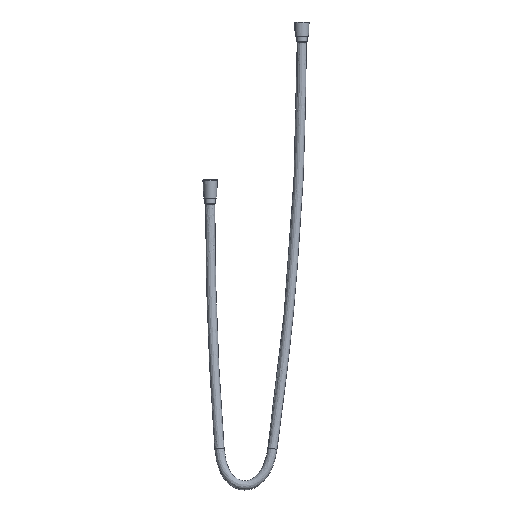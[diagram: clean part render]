
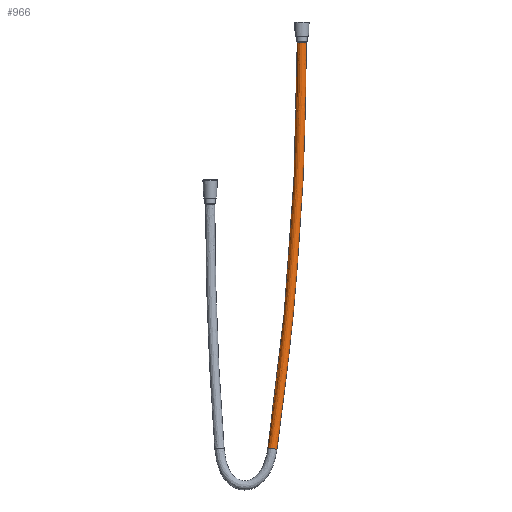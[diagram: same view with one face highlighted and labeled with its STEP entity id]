
A CAD part, front view. The second image highlights one B-rep face of the part: STEP entity #966.
In plain terms, the highlighted free-form (B-spline) face has degree [2, 2] with [5, 3] control points.
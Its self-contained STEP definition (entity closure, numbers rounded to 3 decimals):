
#341=CARTESIAN_POINT(' ',(154.694,0.307,239.6));
#342=VERTEX_POINT(' ',#341);
#381=CARTESIAN_POINT(' ',(139.906,-0.307,239.6));
#382=VERTEX_POINT(' ',#381);
#556=CARTESIAN_POINT(' ',(147.3,0.,239.6));
#561=DIRECTION(' ',(0.,0.,-1.));
#566=DIRECTION(' ',(0.999,0.041,0.));
#571=AXIS2_PLACEMENT_3D(' ',#556,#561,#566);
#576=CIRCLE('',#571,7.4);
#581=EDGE_CURVE(' ',#342,#382,#576,.T.);
#696=CARTESIAN_POINT(' ',(-3485.719,-1808.355,239.6));
#701=DIRECTION(' ',(0.445,-0.896,0.));
#706=DIRECTION(' ',(0.884,0.439,-0.161));
#711=AXIS2_PLACEMENT_3D(' ',#696,#701,#706);
#716=CIRCLE('',#711,4064.955);
#721=CARTESIAN_POINT(' ',(107.315,-23.232,-414.087));
#722=VERTEX_POINT(' ',#721);
#726=EDGE_CURVE(' ',#722,#342,#716,.T.);
#761=CARTESIAN_POINT(' ',(92.685,-23.768,-411.913));
#762=VERTEX_POINT(' ',#761);
#776=CARTESIAN_POINT(' ',(-3488.402,-1802.955,239.6));
#781=DIRECTION(' ',(0.445,-0.896,0.));
#786=DIRECTION(' ',(0.884,0.439,-0.161));
#791=AXIS2_PLACEMENT_3D(' ',#776,#781,#786);
#796=CIRCLE('',#791,4051.44);
#801=EDGE_CURVE(' ',#762,#382,#796,.T.);
#826=CARTESIAN_POINT(' ',(92.685,-23.768,-411.913));
#831=CARTESIAN_POINT(' ',(139.906,-0.307,-88.29));
#836=CARTESIAN_POINT(' ',(139.906,-0.307,239.6));
#841=CARTESIAN_POINT(' ',(93.027,-31.144,-411.428));
#846=CARTESIAN_POINT(' ',(140.213,-7.7,-88.046));
#851=CARTESIAN_POINT(' ',(140.213,-7.7,239.6));
#856=CARTESIAN_POINT(' ',(100.342,-30.876,-412.515));
#861=CARTESIAN_POINT(' ',(147.607,-7.394,-88.593));
#866=CARTESIAN_POINT(' ',(147.607,-7.394,239.6));
#871=CARTESIAN_POINT(' ',(107.657,-30.609,-413.602));
#876=CARTESIAN_POINT(' ',(155.,-7.087,-89.14));
#881=CARTESIAN_POINT(' ',(155.,-7.087,239.6));
#886=CARTESIAN_POINT(' ',(107.315,-23.232,-414.087));
#891=CARTESIAN_POINT(' ',(154.694,0.307,-89.384));
#896=CARTESIAN_POINT(' ',(154.694,0.307,239.6));
#901=(BOUNDED_SURFACE()B_SPLINE_SURFACE(2,2,((#826,#831,#836),(#841,#846,#851),(#856,#861,#866),(#871,#876,#881),(#886,#891,#896)),.UNSPECIFIED.,.F.,.F.,.U.)B_SPLINE_SURFACE_WITH_KNOTS((3,2,3),(3,3),(0.,0.5,1.),(0.,1.),.UNSPECIFIED.)GEOMETRIC_REPRESENTATION_ITEM()RATIONAL_B_SPLINE_SURFACE(((1.,0.997,1.),(0.707,0.705,0.707),(1.,0.997,1.),(0.707,0.705,0.707),(1.,0.997,1.)))REPRESENTATION_ITEM(' ')SURFACE());
#906=ORIENTED_EDGE(' ',*,*,#581,.T.);
#911=ORIENTED_EDGE(' ',*,*,#801,.F.);
#916=CARTESIAN_POINT(' ',(100.,-23.5,-413.));
#921=DIRECTION(' ',(-0.144,-0.072,-0.987));
#926=DIRECTION(' ',(0.988,0.036,-0.147));
#931=AXIS2_PLACEMENT_3D(' ',#916,#921,#926);
#936=CIRCLE('',#931,7.4);
#941=EDGE_CURVE(' ',#722,#762,#936,.T.);
#946=ORIENTED_EDGE(' ',*,*,#941,.F.);
#951=ORIENTED_EDGE(' ',*,*,#726,.T.);
#956=EDGE_LOOP(' ',(#906,#911,#946,#951));
#961=FACE_OUTER_BOUND(' ',#956,.T.);
#966=ADVANCED_FACE('',(#961),#901,.T.);
